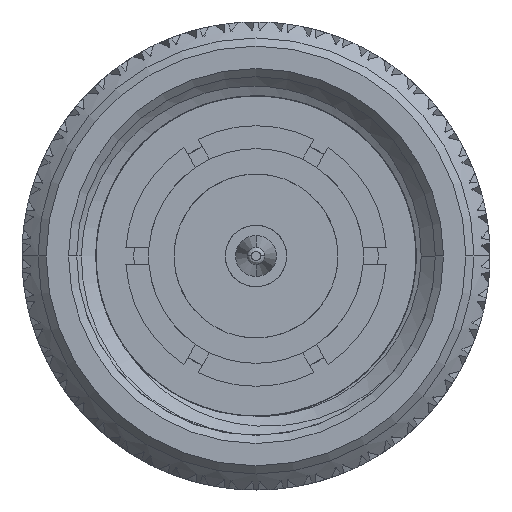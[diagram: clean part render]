
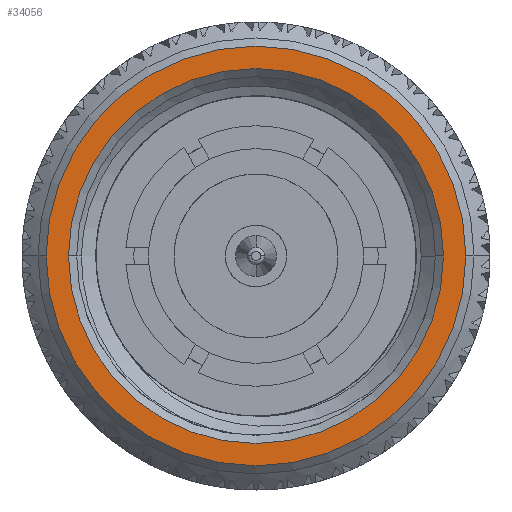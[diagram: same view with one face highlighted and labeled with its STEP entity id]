
A CAD part, left-side view. The second image highlights one B-rep face of the part: STEP entity #34056.
In plain terms, the highlighted planar face has unit normal (-1, 0, 0).
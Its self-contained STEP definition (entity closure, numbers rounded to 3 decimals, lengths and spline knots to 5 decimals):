
#2838 = DIRECTION ( 'NONE',  ( 1., 0., 0. ) ) ;
#4508 = DIRECTION ( 'NONE',  ( 0., 1., 0. ) ) ;
#8915 = AXIS2_PLACEMENT_3D ( 'NONE', #20074, #11545, #4508 ) ;
#9251 = ORIENTED_EDGE ( 'NONE', *, *, #21245, .T. ) ;
#9385 = FACE_BOUND ( 'NONE', #90432, .T. ) ;
#11545 = DIRECTION ( 'NONE',  ( 1., 0., 0. ) ) ;
#12202 = EDGE_CURVE ( 'NONE', #94420, #79542, #69300, .T. ) ;
#12574 = CARTESIAN_POINT ( 'NONE',  ( 0., 0., 0. ) ) ;
#14251 = CARTESIAN_POINT ( 'NONE',  ( 0., 0., 0. ) ) ;
#15235 = DIRECTION ( 'NONE',  ( -1., 0., 0. ) ) ;
#16436 = CARTESIAN_POINT ( 'NONE',  ( 0., 0.27, 0. ) ) ;
#20074 = CARTESIAN_POINT ( 'NONE',  ( 0., 0., 0. ) ) ;
#21245 = EDGE_CURVE ( 'NONE', #28596, #83910, #37975, .T. ) ;
#21305 = DIRECTION ( 'NONE',  ( 0., 1., 0. ) ) ;
#21392 = CARTESIAN_POINT ( 'NONE',  ( 0., -0.256, 0. ) ) ;
#24762 = ORIENTED_EDGE ( 'NONE', *, *, #12202, .T. ) ;
#28596 = VERTEX_POINT ( 'NONE', #34695 ) ;
#34056 = ADVANCED_FACE ( 'NONE', ( #9385, #63311 ), #48668, .F. ) ;
#34695 = CARTESIAN_POINT ( 'NONE',  ( 0., 0.22875, 0. ) ) ;
#37975 = CIRCLE ( 'NONE', #55662, 0.22875 ) ;
#39790 = ORIENTED_EDGE ( 'NONE', *, *, #89601, .T. ) ;
#43710 = DIRECTION ( 'NONE',  ( 1., 0., 0. ) ) ;
#44203 = CARTESIAN_POINT ( 'NONE',  ( 0., 0., 0. ) ) ;
#44866 = ORIENTED_EDGE ( 'NONE', *, *, #74270, .T. ) ;
#48668 = PLANE ( 'NONE',  #70222 ) ;
#49161 = DIRECTION ( 'NONE',  ( 0., -1., 0. ) ) ;
#49483 = AXIS2_PLACEMENT_3D ( 'NONE', #12574, #66057, #58440 ) ;
#55662 = AXIS2_PLACEMENT_3D ( 'NONE', #44203, #43710, #66417 ) ;
#58440 = DIRECTION ( 'NONE',  ( 0., 1., 0. ) ) ;
#63311 = FACE_OUTER_BOUND ( 'NONE', #97036, .T. ) ;
#66057 = DIRECTION ( 'NONE',  ( -1., 0., 0. ) ) ;
#66417 = DIRECTION ( 'NONE',  ( 0., 1., 0. ) ) ;
#69300 = CIRCLE ( 'NONE', #91774, 0.256 ) ;
#70222 = AXIS2_PLACEMENT_3D ( 'NONE', #16436, #2838, #49161 ) ;
#74270 = EDGE_CURVE ( 'NONE', #83910, #28596, #76551, .T. ) ;
#76551 = CIRCLE ( 'NONE', #8915, 0.22875 ) ;
#79542 = VERTEX_POINT ( 'NONE', #84137 ) ;
#83910 = VERTEX_POINT ( 'NONE', #90018 ) ;
#84137 = CARTESIAN_POINT ( 'NONE',  ( 0., 0.256, 0. ) ) ;
#84886 = CIRCLE ( 'NONE', #49483, 0.256 ) ;
#89601 = EDGE_CURVE ( 'NONE', #79542, #94420, #84886, .T. ) ;
#90018 = CARTESIAN_POINT ( 'NONE',  ( 0., -0.22875, 0. ) ) ;
#90432 = EDGE_LOOP ( 'NONE', ( #44866, #9251 ) ) ;
#91774 = AXIS2_PLACEMENT_3D ( 'NONE', #14251, #15235, #21305 ) ;
#94420 = VERTEX_POINT ( 'NONE', #21392 ) ;
#97036 = EDGE_LOOP ( 'NONE', ( #39790, #24762 ) ) ;
